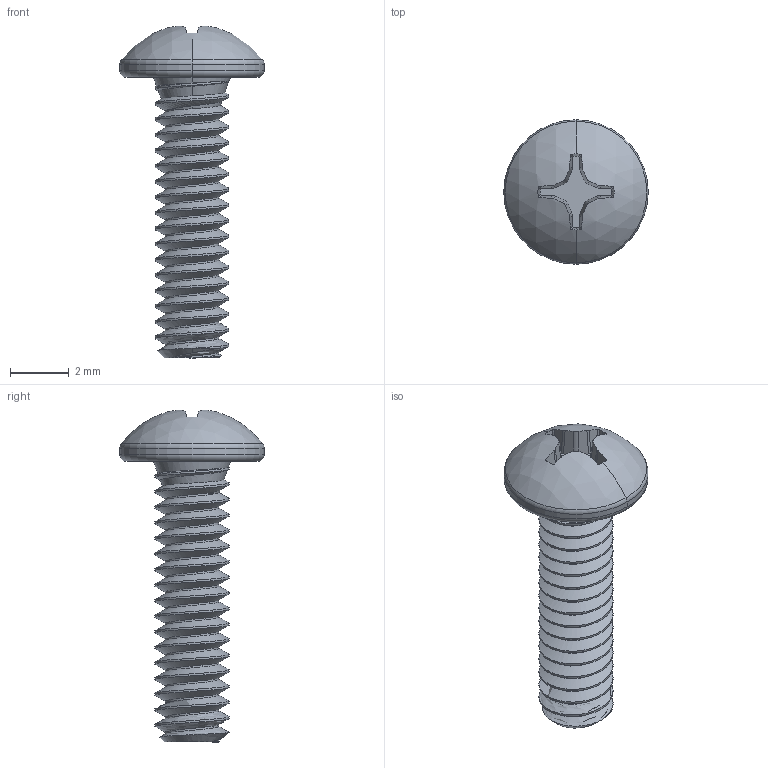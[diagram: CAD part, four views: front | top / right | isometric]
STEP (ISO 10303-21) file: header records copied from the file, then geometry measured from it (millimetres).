
FILE_DESCRIPTION (( 'STEP AP203' ), '1' );
FILE_NAME ('91772A094_Passivated 18-8 Stainless Steel Pan Head Phillips Screw.STEP', '2022-12-02T19:26:32', ( 'Administrator' ), ( 'Managed by Terraform' ), 'SwSTEP 2.0', 'SolidWorks 2017', '' );
FILE_SCHEMA (( 'CONFIG_CONTROL_DESIGN' ));
Length unit declared in the file: inch
Products named in the file (1): 91772A094_Passivated 18-8 Stainless Steel Pan Head Phillips Screw
Bounding box: 4.9 x 4.9 x 11.27 mm (x, y, z)
Volume: 56.7 mm3; surface area: 165.6 mm2
Topology: 1 solids, 1 shells, 108 faces, 298 edges, 194 vertices
Faces by surface type: cylinder 51, plane 20, cone 18, bspline 11, torus 6, sphere 2
Entity records: 5909 total; most frequent: CARTESIAN_POINT 3440, ORIENTED_EDGE 596, DIRECTION 409, EDGE_CURVE 298, VERTEX_POINT 194, AXIS2_PLACEMENT_3D 159, EDGE_LOOP 110, FACE_OUTER_BOUND 108
